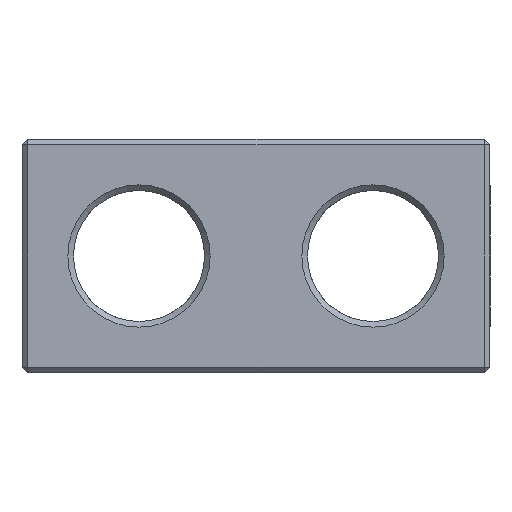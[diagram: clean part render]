
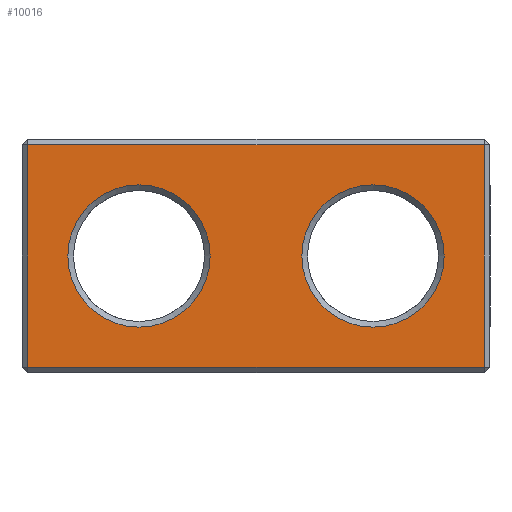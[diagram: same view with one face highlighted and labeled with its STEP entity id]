
A CAD part, left-side view. The second image highlights one B-rep face of the part: STEP entity #10016.
In plain terms, the highlighted planar face has unit normal (-1, 0, 0).
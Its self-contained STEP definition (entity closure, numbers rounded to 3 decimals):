
#1117 = PLANE('',#1118);
#1118 = AXIS2_PLACEMENT_3D('',#1119,#1120,#1121);
#1119 = CARTESIAN_POINT('',(-68.6,18.75,0.15));
#1120 = DIRECTION('',(-0.707,0.,
    -0.707));
#1121 = DIRECTION('',(0.,1.,0.));
#4906 = CONICAL_SURFACE('',#4907,3.5,0.785);
#4907 = AXIS2_PLACEMENT_3D('',#4908,#4909,#4910);
#4908 = CARTESIAN_POINT('',(-68.45,0.,6.25));
#4909 = DIRECTION('',(-1.,-0.,-0.));
#4910 = DIRECTION('',(0.,0.,1.));
#5829 = VERTEX_POINT('',#5830);
#5830 = CARTESIAN_POINT('',(-68.75,18.45,0.3));
#5851 = EDGE_CURVE('',#5829,#5852,#5854,.T.);
#5852 = VERTEX_POINT('',#5853);
#5853 = CARTESIAN_POINT('',(-68.75,-5.95,0.3));
#5854 = SURFACE_CURVE('',#5855,(#5859,#5866),.PCURVE_S1.);
#5855 = LINE('',#5856,#5857);
#5856 = CARTESIAN_POINT('',(-68.75,18.75,0.3));
#5857 = VECTOR('',#5858,1.);
#5858 = DIRECTION('',(0.,-1.,0.));
#5859 = PCURVE('',#1117,#5860);
#5860 = DEFINITIONAL_REPRESENTATION('',(#5861),#5865);
#5861 = LINE('',#5862,#5863);
#5862 = CARTESIAN_POINT('',(0.,-0.212));
#5863 = VECTOR('',#5864,1.);
#5864 = DIRECTION('',(-1.,0.));
#5865 = ( GEOMETRIC_REPRESENTATION_CONTEXT(2) 
PARAMETRIC_REPRESENTATION_CONTEXT() REPRESENTATION_CONTEXT('2D SPACE',''
  ) );
#5866 = PCURVE('',#5867,#5872);
#5867 = PLANE('',#5868);
#5868 = AXIS2_PLACEMENT_3D('',#5869,#5870,#5871);
#5869 = CARTESIAN_POINT('',(-68.75,18.75,0.));
#5870 = DIRECTION('',(1.,0.,0.));
#5871 = DIRECTION('',(0.,-1.,0.));
#5872 = DEFINITIONAL_REPRESENTATION('',(#5873),#5877);
#5873 = LINE('',#5874,#5875);
#5874 = CARTESIAN_POINT('',(0.,-0.3));
#5875 = VECTOR('',#5876,1.);
#5876 = DIRECTION('',(1.,0.));
#5877 = ( GEOMETRIC_REPRESENTATION_CONTEXT(2) 
PARAMETRIC_REPRESENTATION_CONTEXT() REPRESENTATION_CONTEXT('2D SPACE',''
  ) );
#8420 = CONICAL_SURFACE('',#8421,3.5,0.785);
#8421 = AXIS2_PLACEMENT_3D('',#8422,#8423,#8424);
#8422 = CARTESIAN_POINT('',(-68.45,12.5,6.25));
#8423 = DIRECTION('',(-1.,-0.,0.));
#8424 = DIRECTION('',(0.,0.,1.));
#8775 = VERTEX_POINT('',#8776);
#8776 = CARTESIAN_POINT('',(-68.75,0.,10.05)
  );
#8797 = EDGE_CURVE('',#8775,#8775,#8798,.T.);
#8798 = SURFACE_CURVE('',#8799,(#8804,#8811),.PCURVE_S1.);
#8799 = CIRCLE('',#8800,3.8);
#8800 = AXIS2_PLACEMENT_3D('',#8801,#8802,#8803);
#8801 = CARTESIAN_POINT('',(-68.75,0.,6.25));
#8802 = DIRECTION('',(-1.,0.,0.));
#8803 = DIRECTION('',(0.,0.,1.));
#8804 = PCURVE('',#4906,#8805);
#8805 = DEFINITIONAL_REPRESENTATION('',(#8806),#8810);
#8806 = LINE('',#8807,#8808);
#8807 = CARTESIAN_POINT('',(0.,0.3));
#8808 = VECTOR('',#8809,1.);
#8809 = DIRECTION('',(1.,0.));
#8810 = ( GEOMETRIC_REPRESENTATION_CONTEXT(2) 
PARAMETRIC_REPRESENTATION_CONTEXT() REPRESENTATION_CONTEXT('2D SPACE',''
  ) );
#8811 = PCURVE('',#5867,#8812);
#8812 = DEFINITIONAL_REPRESENTATION('',(#8813),#8821);
#8813 = ( BOUNDED_CURVE() B_SPLINE_CURVE(2,(#8814,#8815,#8816,#8817,
#8818,#8819,#8820),.UNSPECIFIED.,.T.,.F.) B_SPLINE_CURVE_WITH_KNOTS((1,2
    ,2,2,2,1),(-2.094,0.,2.094,4.189,
6.283,8.378),.UNSPECIFIED.) CURVE() 
GEOMETRIC_REPRESENTATION_ITEM() RATIONAL_B_SPLINE_CURVE((1.,0.5,1.,0.5,
1.,0.5,1.)) REPRESENTATION_ITEM('') );
#8814 = CARTESIAN_POINT('',(18.75,-10.05));
#8815 = CARTESIAN_POINT('',(12.168,-10.05));
#8816 = CARTESIAN_POINT('',(15.459,-4.35));
#8817 = CARTESIAN_POINT('',(18.75,1.35));
#8818 = CARTESIAN_POINT('',(22.041,-4.35));
#8819 = CARTESIAN_POINT('',(25.332,-10.05));
#8820 = CARTESIAN_POINT('',(18.75,-10.05));
#8821 = ( GEOMETRIC_REPRESENTATION_CONTEXT(2) 
PARAMETRIC_REPRESENTATION_CONTEXT() REPRESENTATION_CONTEXT('2D SPACE',''
  ) );
#8956 = PLANE('',#8957);
#8957 = AXIS2_PLACEMENT_3D('',#8958,#8959,#8960);
#8958 = CARTESIAN_POINT('',(-68.6,18.6,0.));
#8959 = DIRECTION('',(-0.707,0.707,0.)
  );
#8960 = DIRECTION('',(0.,0.,-1.));
#9776 = PLANE('',#9777);
#9777 = AXIS2_PLACEMENT_3D('',#9778,#9779,#9780);
#9778 = CARTESIAN_POINT('',(-68.6,-6.1,0.));
#9779 = DIRECTION('',(-0.707,-0.707,0.
    ));
#9780 = DIRECTION('',(0.,0.,-1.));
#10016 = ADVANCED_FACE('',(#10017,#10092,#10095),#5867,.F.);
#10017 = FACE_BOUND('',#10018,.F.);
#10018 = EDGE_LOOP('',(#10019,#10049,#10070,#10071));
#10019 = ORIENTED_EDGE('',*,*,#10020,.T.);
#10020 = EDGE_CURVE('',#10021,#10023,#10025,.T.);
#10021 = VERTEX_POINT('',#10022);
#10022 = CARTESIAN_POINT('',(-68.75,18.45,12.2));
#10023 = VERTEX_POINT('',#10024);
#10024 = CARTESIAN_POINT('',(-68.75,-5.95,12.2));
#10025 = SURFACE_CURVE('',#10026,(#10030,#10037),.PCURVE_S1.);
#10026 = LINE('',#10027,#10028);
#10027 = CARTESIAN_POINT('',(-68.75,18.75,12.2));
#10028 = VECTOR('',#10029,1.);
#10029 = DIRECTION('',(0.,-1.,0.));
#10030 = PCURVE('',#5867,#10031);
#10031 = DEFINITIONAL_REPRESENTATION('',(#10032),#10036);
#10032 = LINE('',#10033,#10034);
#10033 = CARTESIAN_POINT('',(0.,-12.2));
#10034 = VECTOR('',#10035,1.);
#10035 = DIRECTION('',(1.,0.));
#10036 = ( GEOMETRIC_REPRESENTATION_CONTEXT(2) 
PARAMETRIC_REPRESENTATION_CONTEXT() REPRESENTATION_CONTEXT('2D SPACE',''
  ) );
#10037 = PCURVE('',#10038,#10043);
#10038 = PLANE('',#10039);
#10039 = AXIS2_PLACEMENT_3D('',#10040,#10041,#10042);
#10040 = CARTESIAN_POINT('',(-68.6,18.75,12.35));
#10041 = DIRECTION('',(0.707,0.,
    -0.707));
#10042 = DIRECTION('',(0.,1.,0.));
#10043 = DEFINITIONAL_REPRESENTATION('',(#10044),#10048);
#10044 = LINE('',#10045,#10046);
#10045 = CARTESIAN_POINT('',(0.,-0.212));
#10046 = VECTOR('',#10047,1.);
#10047 = DIRECTION('',(-1.,0.));
#10048 = ( GEOMETRIC_REPRESENTATION_CONTEXT(2) 
PARAMETRIC_REPRESENTATION_CONTEXT() REPRESENTATION_CONTEXT('2D SPACE',''
  ) );
#10049 = ORIENTED_EDGE('',*,*,#10050,.F.);
#10050 = EDGE_CURVE('',#5852,#10023,#10051,.T.);
#10051 = SURFACE_CURVE('',#10052,(#10056,#10063),.PCURVE_S1.);
#10052 = LINE('',#10053,#10054);
#10053 = CARTESIAN_POINT('',(-68.75,-5.95,0.));
#10054 = VECTOR('',#10055,1.);
#10055 = DIRECTION('',(0.,0.,1.));
#10056 = PCURVE('',#5867,#10057);
#10057 = DEFINITIONAL_REPRESENTATION('',(#10058),#10062);
#10058 = LINE('',#10059,#10060);
#10059 = CARTESIAN_POINT('',(24.7,0.));
#10060 = VECTOR('',#10061,1.);
#10061 = DIRECTION('',(0.,-1.));
#10062 = ( GEOMETRIC_REPRESENTATION_CONTEXT(2) 
PARAMETRIC_REPRESENTATION_CONTEXT() REPRESENTATION_CONTEXT('2D SPACE',''
  ) );
#10063 = PCURVE('',#9776,#10064);
#10064 = DEFINITIONAL_REPRESENTATION('',(#10065),#10069);
#10065 = LINE('',#10066,#10067);
#10066 = CARTESIAN_POINT('',(0.,-0.212));
#10067 = VECTOR('',#10068,1.);
#10068 = DIRECTION('',(-1.,0.));
#10069 = ( GEOMETRIC_REPRESENTATION_CONTEXT(2) 
PARAMETRIC_REPRESENTATION_CONTEXT() REPRESENTATION_CONTEXT('2D SPACE',''
  ) );
#10070 = ORIENTED_EDGE('',*,*,#5851,.F.);
#10071 = ORIENTED_EDGE('',*,*,#10072,.T.);
#10072 = EDGE_CURVE('',#5829,#10021,#10073,.T.);
#10073 = SURFACE_CURVE('',#10074,(#10078,#10085),.PCURVE_S1.);
#10074 = LINE('',#10075,#10076);
#10075 = CARTESIAN_POINT('',(-68.75,18.45,0.));
#10076 = VECTOR('',#10077,1.);
#10077 = DIRECTION('',(0.,0.,1.));
#10078 = PCURVE('',#5867,#10079);
#10079 = DEFINITIONAL_REPRESENTATION('',(#10080),#10084);
#10080 = LINE('',#10081,#10082);
#10081 = CARTESIAN_POINT('',(0.3,0.));
#10082 = VECTOR('',#10083,1.);
#10083 = DIRECTION('',(0.,-1.));
#10084 = ( GEOMETRIC_REPRESENTATION_CONTEXT(2) 
PARAMETRIC_REPRESENTATION_CONTEXT() REPRESENTATION_CONTEXT('2D SPACE',''
  ) );
#10085 = PCURVE('',#8956,#10086);
#10086 = DEFINITIONAL_REPRESENTATION('',(#10087),#10091);
#10087 = LINE('',#10088,#10089);
#10088 = CARTESIAN_POINT('',(0.,0.212));
#10089 = VECTOR('',#10090,1.);
#10090 = DIRECTION('',(-1.,0.));
#10091 = ( GEOMETRIC_REPRESENTATION_CONTEXT(2) 
PARAMETRIC_REPRESENTATION_CONTEXT() REPRESENTATION_CONTEXT('2D SPACE',''
  ) );
#10092 = FACE_BOUND('',#10093,.F.);
#10093 = EDGE_LOOP('',(#10094));
#10094 = ORIENTED_EDGE('',*,*,#8797,.T.);
#10095 = FACE_BOUND('',#10096,.F.);
#10096 = EDGE_LOOP('',(#10097));
#10097 = ORIENTED_EDGE('',*,*,#10098,.T.);
#10098 = EDGE_CURVE('',#10099,#10099,#10101,.T.);
#10099 = VERTEX_POINT('',#10100);
#10100 = CARTESIAN_POINT('',(-68.75,12.5,10.05));
#10101 = SURFACE_CURVE('',#10102,(#10107,#10118),.PCURVE_S1.);
#10102 = CIRCLE('',#10103,3.8);
#10103 = AXIS2_PLACEMENT_3D('',#10104,#10105,#10106);
#10104 = CARTESIAN_POINT('',(-68.75,12.5,6.25));
#10105 = DIRECTION('',(-1.,0.,0.));
#10106 = DIRECTION('',(0.,0.,1.));
#10107 = PCURVE('',#5867,#10108);
#10108 = DEFINITIONAL_REPRESENTATION('',(#10109),#10117);
#10109 = ( BOUNDED_CURVE() B_SPLINE_CURVE(2,(#10110,#10111,#10112,#10113
    ,#10114,#10115,#10116),.UNSPECIFIED.,.T.,.F.) 
B_SPLINE_CURVE_WITH_KNOTS((1,2,2,2,2,1),(-2.094,0.,
    2.094,4.189,6.283,8.378),
.UNSPECIFIED.) CURVE() GEOMETRIC_REPRESENTATION_ITEM() 
RATIONAL_B_SPLINE_CURVE((1.,0.5,1.,0.5,1.,0.5,1.)) REPRESENTATION_ITEM(
  '') );
#10110 = CARTESIAN_POINT('',(6.25,-10.05));
#10111 = CARTESIAN_POINT('',(-0.332,-10.05));
#10112 = CARTESIAN_POINT('',(2.959,-4.35));
#10113 = CARTESIAN_POINT('',(6.25,1.35));
#10114 = CARTESIAN_POINT('',(9.541,-4.35));
#10115 = CARTESIAN_POINT('',(12.832,-10.05));
#10116 = CARTESIAN_POINT('',(6.25,-10.05));
#10117 = ( GEOMETRIC_REPRESENTATION_CONTEXT(2) 
PARAMETRIC_REPRESENTATION_CONTEXT() REPRESENTATION_CONTEXT('2D SPACE',''
  ) );
#10118 = PCURVE('',#8420,#10119);
#10119 = DEFINITIONAL_REPRESENTATION('',(#10120),#10124);
#10120 = LINE('',#10121,#10122);
#10121 = CARTESIAN_POINT('',(0.,0.3));
#10122 = VECTOR('',#10123,1.);
#10123 = DIRECTION('',(1.,0.));
#10124 = ( GEOMETRIC_REPRESENTATION_CONTEXT(2) 
PARAMETRIC_REPRESENTATION_CONTEXT() REPRESENTATION_CONTEXT('2D SPACE',''
  ) );
